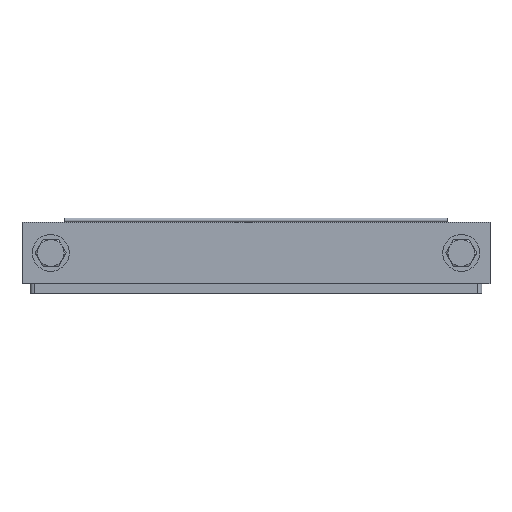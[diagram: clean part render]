
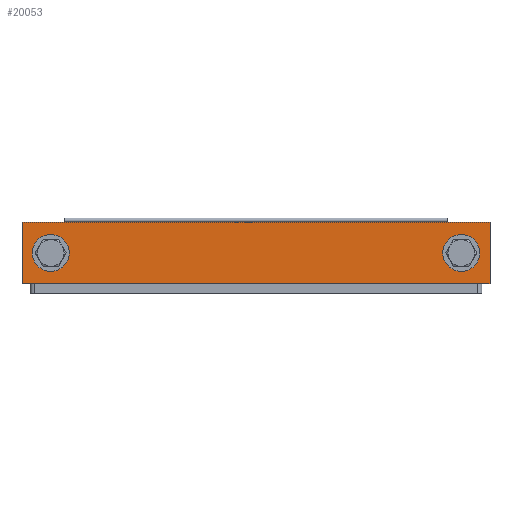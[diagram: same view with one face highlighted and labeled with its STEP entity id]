
A CAD part, front view. The second image highlights one B-rep face of the part: STEP entity #20053.
In plain terms, the highlighted planar face has unit normal (0, -1, 0).
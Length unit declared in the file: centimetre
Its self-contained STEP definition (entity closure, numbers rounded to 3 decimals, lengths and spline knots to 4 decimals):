
#214=FACE_BOUND('',#3806,.T.);
#215=FACE_BOUND('',#3807,.T.);
#2542=FACE_OUTER_BOUND('',#3805,.T.);
#3805=EDGE_LOOP('',(#17066,#17067,#17068,#17069,#17070,#17071));
#3806=EDGE_LOOP('',(#17072));
#3807=EDGE_LOOP('',(#17073));
#4948=CIRCLE('',#22252,0.9);
#4958=CIRCLE('',#22279,0.9);
#6257=LINE('',#33281,#7825);
#6272=LINE('',#33319,#7840);
#6292=LINE('',#33362,#7860);
#6296=LINE('',#33371,#7864);
#6298=LINE('',#33375,#7866);
#6299=LINE('',#33376,#7867);
#7825=VECTOR('',#27952,1.);
#7840=VECTOR('',#27989,1.);
#7860=VECTOR('',#28031,1.);
#7864=VECTOR('',#28039,1.);
#7866=VECTOR('',#28043,1.);
#7867=VECTOR('',#28044,1.);
#9324=VERTEX_POINT('',#33075);
#9346=VERTEX_POINT('',#33174);
#9378=VERTEX_POINT('',#33276);
#9379=VERTEX_POINT('',#33280);
#9391=VERTEX_POINT('',#33318);
#9403=VERTEX_POINT('',#33360);
#9405=VERTEX_POINT('',#33368);
#9407=VERTEX_POINT('',#33374);
#11878=EDGE_CURVE('',#9324,#9324,#4948,.T.);
#11914=EDGE_CURVE('',#9346,#9346,#4958,.T.);
#11964=EDGE_CURVE('',#9379,#9378,#6257,.T.);
#11983=EDGE_CURVE('',#9391,#9379,#6272,.T.);
#12006=EDGE_CURVE('',#9378,#9403,#6292,.T.);
#12010=EDGE_CURVE('',#9405,#9403,#6296,.T.);
#12012=EDGE_CURVE('',#9407,#9405,#6298,.T.);
#12013=EDGE_CURVE('',#9407,#9391,#6299,.T.);
#17066=ORIENTED_EDGE('',*,*,#12012,.F.);
#17067=ORIENTED_EDGE('',*,*,#12013,.T.);
#17068=ORIENTED_EDGE('',*,*,#11983,.T.);
#17069=ORIENTED_EDGE('',*,*,#11964,.T.);
#17070=ORIENTED_EDGE('',*,*,#12006,.T.);
#17071=ORIENTED_EDGE('',*,*,#12010,.F.);
#17072=ORIENTED_EDGE('',*,*,#11878,.T.);
#17073=ORIENTED_EDGE('',*,*,#11914,.T.);
#18846=PLANE('',#22344);
#20053=ADVANCED_FACE('',(#2542,#214,#215),#18846,.F.);
#22252=AXIS2_PLACEMENT_3D('',#33077,#27771,#27772);
#22279=AXIS2_PLACEMENT_3D('',#33176,#27839,#27840);
#22344=AXIS2_PLACEMENT_3D('',#33373,#28041,#28042);
#27771=DIRECTION('center_axis',(0.,1.,0.));
#27772=DIRECTION('ref_axis',(1.,0.,0.));
#27839=DIRECTION('center_axis',(0.,1.,0.));
#27840=DIRECTION('ref_axis',(-1.,0.,0.));
#27952=DIRECTION('',(1.,0.,0.));
#27989=DIRECTION('',(1.,0.,0.));
#28031=DIRECTION('',(1.,0.,0.));
#28039=DIRECTION('',(0.,0.,-1.));
#28041=DIRECTION('center_axis',(0.,1.,0.));
#28042=DIRECTION('ref_axis',(1.,0.,0.));
#28043=DIRECTION('',(1.,0.,0.));
#28044=DIRECTION('',(0.,0.,-1.));
#33075=CARTESIAN_POINT('',(9.1,-6.4,-1.5));
#33077=CARTESIAN_POINT('Origin',(10.,-6.4,-1.5));
#33174=CARTESIAN_POINT('',(-9.1,-6.4,-1.5));
#33176=CARTESIAN_POINT('Origin',(-10.,-6.4,-1.5));
#33276=CARTESIAN_POINT('',(10.8,-6.4,-3.));
#33280=CARTESIAN_POINT('',(-10.8,-6.4,-3.));
#33281=CARTESIAN_POINT('',(-11.4,-6.4,-3.));
#33318=CARTESIAN_POINT('',(-11.4,-6.4,-3.));
#33319=CARTESIAN_POINT('',(-11.4,-6.4,-3.));
#33360=CARTESIAN_POINT('',(11.4,-6.4,-3.));
#33362=CARTESIAN_POINT('',(-11.4,-6.4,-3.));
#33368=CARTESIAN_POINT('',(11.4,-6.4,0.));
#33371=CARTESIAN_POINT('',(11.4,-6.4,0.));
#33373=CARTESIAN_POINT('Origin',(-11.4,-6.4,0.));
#33374=CARTESIAN_POINT('',(-11.4,-6.4,0.));
#33375=CARTESIAN_POINT('',(-11.4,-6.4,0.));
#33376=CARTESIAN_POINT('',(-11.4,-6.4,0.));
